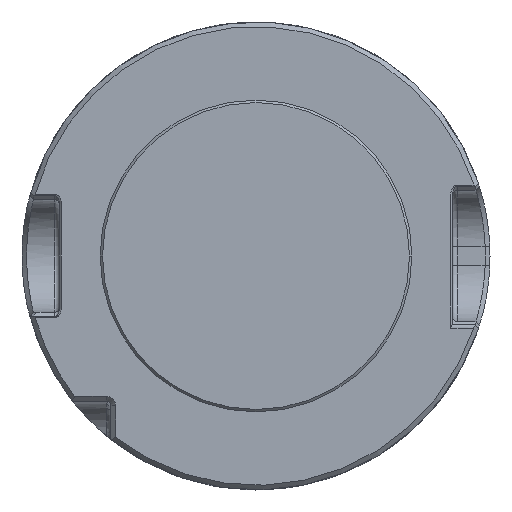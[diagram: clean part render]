
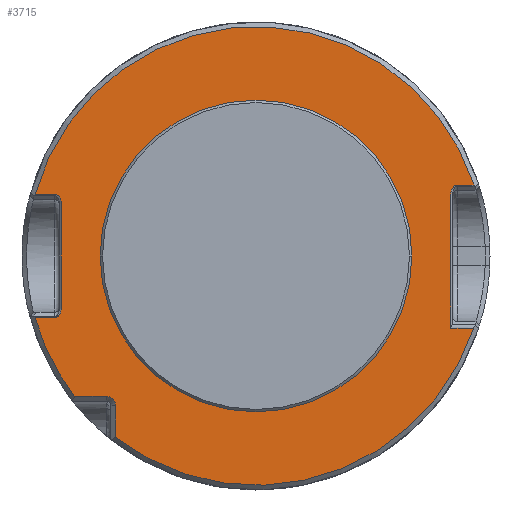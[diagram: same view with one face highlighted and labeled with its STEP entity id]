
A CAD part, front view. The second image highlights one B-rep face of the part: STEP entity #3715.
In plain terms, the highlighted planar face has unit normal (0, -1, 0).
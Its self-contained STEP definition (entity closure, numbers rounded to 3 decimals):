
#120=CARTESIAN_POINT('',(0.,-2.95,0.));
#121=DIRECTION('',(0.,-1.,0.));
#122=DIRECTION('',(-0.707,0.,-0.707));
#123=AXIS2_PLACEMENT_3D('',#120,#121,#122);
#135=DIRECTION('',(0.,0.,-1.));
#136=VECTOR('',#135,3.371);
#137=CARTESIAN_POINT('',(-15.,-2.95,
-16.));
#138=LINE('',#137,#136);
#139=CARTESIAN_POINT('',(-16.,-2.95,-16.));
#140=DIRECTION('',(0.,1.,0.));
#141=DIRECTION('',(0.,0.,1.));
#142=AXIS2_PLACEMENT_3D('',#139,#140,#141);
#144=DIRECTION('',(1.,0.,0.));
#145=VECTOR('',#144,3.371);
#146=CARTESIAN_POINT('',(-19.371,-2.95,-15.));
#147=LINE('',#146,#145);
#148=DIRECTION('',(1.,0.,0.));
#149=VECTOR('',#148,2.099);
#150=CARTESIAN_POINT('',(-23.599,-2.95,-6.583));
#151=LINE('',#150,#149);
#152=CARTESIAN_POINT('',(-21.5,-2.95,
-6.583));
#153=CARTESIAN_POINT('',(-21.455,-2.95,
-6.583));
#154=CARTESIAN_POINT('',(-21.365,-2.95,
-6.571));
#155=CARTESIAN_POINT('',(-21.229,-2.95,
-6.513));
#156=CARTESIAN_POINT('',(-21.099,-2.95,
-6.414));
#157=CARTESIAN_POINT('',(-20.982,-2.95,
-6.271));
#158=CARTESIAN_POINT('',(-20.886,-2.95,
-6.087));
#159=CARTESIAN_POINT('',(-20.819,-2.95,
-5.862));
#160=CARTESIAN_POINT('',(-20.8,-2.95,
-5.687));
#161=CARTESIAN_POINT('',(-20.8,-2.95,
-5.593));
#163=DIRECTION('',(0.,0.,1.));
#164=VECTOR('',#163,11.186);
#165=CARTESIAN_POINT('',(-20.8,-2.95,
-5.593));
#166=LINE('',#165,#164);
#167=CARTESIAN_POINT('',(-20.8,-2.95,5.593));
#168=CARTESIAN_POINT('',(-20.8,-2.95,5.687));
#169=CARTESIAN_POINT('',(-20.819,-2.95,5.862));
#170=CARTESIAN_POINT('',(-20.886,-2.95,6.087));
#171=CARTESIAN_POINT('',(-20.982,-2.95,6.271));
#172=CARTESIAN_POINT('',(-21.099,-2.95,6.414));
#173=CARTESIAN_POINT('',(-21.229,-2.95,6.513));
#174=CARTESIAN_POINT('',(-21.365,-2.95,6.571));
#175=CARTESIAN_POINT('',(-21.455,-2.95,6.583));
#176=CARTESIAN_POINT('',(-21.5,-2.95,6.583));
#178=DIRECTION('',(-1.,0.,0.));
#179=VECTOR('',#178,2.099);
#180=CARTESIAN_POINT('',(-21.5,-2.95,6.583));
#181=LINE('',#180,#179);
#182=DIRECTION('',(-1.,0.,0.));
#183=VECTOR('',#182,1.797);
#184=CARTESIAN_POINT('',(23.297,-2.95,7.583));
#185=LINE('',#184,#183);
#186=CARTESIAN_POINT('',(21.5,-2.95,7.583));
#187=CARTESIAN_POINT('',(21.455,-2.95,7.583));
#188=CARTESIAN_POINT('',(21.365,-2.95,7.571));
#189=CARTESIAN_POINT('',(21.229,-2.95,7.513));
#190=CARTESIAN_POINT('',(21.099,-2.95,7.414));
#191=CARTESIAN_POINT('',(20.982,-2.95,7.271));
#192=CARTESIAN_POINT('',(20.886,-2.95,7.087));
#193=CARTESIAN_POINT('',(20.819,-2.95,6.862));
#194=CARTESIAN_POINT('',(20.8,-2.95,6.687));
#195=CARTESIAN_POINT('',(20.8,-2.95,6.593));
#197=DIRECTION('',(0.,0.,-1.));
#198=VECTOR('',#197,14.3);
#199=CARTESIAN_POINT('',(20.8,-2.95,6.593));
#200=LINE('',#199,#198);
#205=CARTESIAN_POINT('',(-15.,-2.95,-19.371));
#212=CARTESIAN_POINT('',(0.,-2.95,0.));
#213=DIRECTION('',(0.,-1.,0.));
#214=DIRECTION('',(-0.612,0.,-0.791));
#215=AXIS2_PLACEMENT_3D('',#212,#213,#214);
#222=CARTESIAN_POINT('',(23.256,-2.95,-7.707));
#234=DIRECTION('',(-1.,0.,0.));
#235=VECTOR('',#234,2.456);
#236=CARTESIAN_POINT('',(23.256,-2.95,-7.707));
#237=LINE('',#236,#235);
#304=CARTESIAN_POINT('',(-23.599,-2.95,6.583));
#335=CARTESIAN_POINT('',(23.297,-2.95,7.583));
#340=CARTESIAN_POINT('',(0.,-2.95,0.));
#341=DIRECTION('',(0.,-1.,0.));
#342=DIRECTION('',(0.951,0.,0.31));
#343=AXIS2_PLACEMENT_3D('',#340,#341,#342);
#457=CARTESIAN_POINT('',(-19.371,-2.95,-15.));
#485=CARTESIAN_POINT('',(-23.599,-2.95,-6.583));
#490=CARTESIAN_POINT('',(0.,-2.95,0.));
#491=DIRECTION('',(0.,-1.,0.));
#492=DIRECTION('',(-0.963,0.,-0.269));
#493=AXIS2_PLACEMENT_3D('',#490,#491,#492);
#2934=CARTESIAN_POINT('',(0.,-2.95,0.));
#2935=DIRECTION('',(0.,-1.,0.));
#2936=DIRECTION('',(0.707,0.,0.707));
#2937=AXIS2_PLACEMENT_3D('',#2934,#2935,#2936);
#3089=CARTESIAN_POINT('',(-10.783,-2.95,-10.783));
#3090=CARTESIAN_POINT('',(10.783,-2.95,10.783));
#3091=VERTEX_POINT('',#3089);
#3092=VERTEX_POINT('',#3090);
#3339=VERTEX_POINT('',#222);
#3341=VERTEX_POINT('',#304);
#3342=CARTESIAN_POINT('',(-21.5,-2.95,
6.583));
#3343=VERTEX_POINT('',#3342);
#3347=VERTEX_POINT('',#167);
#3350=CARTESIAN_POINT('',(-20.8,-2.95,
-5.593));
#3351=VERTEX_POINT('',#3350);
#3353=VERTEX_POINT('',#152);
#3354=VERTEX_POINT('',#485);
#3356=CARTESIAN_POINT('',(20.8,-2.95,6.593));
#3357=CARTESIAN_POINT('',(20.8,-2.95,-7.707));
#3358=VERTEX_POINT('',#3356);
#3359=VERTEX_POINT('',#3357);
#3365=VERTEX_POINT('',#186);
#3366=VERTEX_POINT('',#335);
#3370=VERTEX_POINT('',#205);
#3374=CARTESIAN_POINT('',(-15.,-2.95,
-16.));
#3375=VERTEX_POINT('',#3374);
#3376=CARTESIAN_POINT('',(-16.,-2.95,-15.));
#3377=VERTEX_POINT('',#3376);
#3381=VERTEX_POINT('',#457);
#3673=CARTESIAN_POINT('',(0.,-2.95,0.));
#3674=DIRECTION('',(0.,-1.,0.));
#3675=DIRECTION('',(1.,0.,0.));
#3676=AXIS2_PLACEMENT_3D('',#3673,#3674,#3675);
#3677=PLANE('',#3676);
#3679=ORIENTED_EDGE('',*,*,#3678,.F.);
#3681=ORIENTED_EDGE('',*,*,#3680,.F.);
#3683=ORIENTED_EDGE('',*,*,#3682,.F.);
#3685=ORIENTED_EDGE('',*,*,#3684,.F.);
#3687=ORIENTED_EDGE('',*,*,#3686,.T.);
#3689=ORIENTED_EDGE('',*,*,#3688,.T.);
#3691=ORIENTED_EDGE('',*,*,#3690,.T.);
#3693=ORIENTED_EDGE('',*,*,#3692,.T.);
#3695=ORIENTED_EDGE('',*,*,#3694,.T.);
#3697=ORIENTED_EDGE('',*,*,#3696,.F.);
#3699=ORIENTED_EDGE('',*,*,#3698,.T.);
#3701=ORIENTED_EDGE('',*,*,#3700,.T.);
#3703=ORIENTED_EDGE('',*,*,#3702,.T.);
#3705=ORIENTED_EDGE('',*,*,#3704,.F.);
#3707=ORIENTED_EDGE('',*,*,#3706,.F.);
#3708=EDGE_LOOP('',(#3679,#3681,#3683,#3685,#3687,#3689,#3691,#3693,#3695,#3697,
#3699,#3701,#3703,#3705,#3707));
#3709=FACE_OUTER_BOUND('',#3708,.F.);
#3710=ORIENTED_EDGE('',*,*,#3663,.T.);
#3712=ORIENTED_EDGE('',*,*,#3711,.T.);
#3713=EDGE_LOOP('',(#3710,#3712));
#3714=FACE_BOUND('',#3713,.F.);
#3715=ADVANCED_FACE('',(#3709,#3714),#3677,.T.);
#124=CIRCLE('',#123,15.25);
#143=CIRCLE('',#142,1.);
#162=B_SPLINE_CURVE_WITH_KNOTS('',3,(#152,#153,#154,#155,#156,#157,#158,#159,
#160,#161),.UNSPECIFIED.,.F.,.F.,(4,1,1,1,1,1,1,4),(0.,0.143,
0.286,0.429,0.571,0.714,
0.857,1.),.UNSPECIFIED.);
#177=B_SPLINE_CURVE_WITH_KNOTS('',3,(#167,#168,#169,#170,#171,#172,#173,#174,
#175,#176),.UNSPECIFIED.,.F.,.F.,(4,1,1,1,1,1,1,4),(0.,0.143,
0.286,0.429,0.571,0.714,
0.857,1.),.UNSPECIFIED.);
#196=B_SPLINE_CURVE_WITH_KNOTS('',3,(#186,#187,#188,#189,#190,#191,#192,#193,
#194,#195),.UNSPECIFIED.,.F.,.F.,(4,1,1,1,1,1,1,4),(0.,0.143,
0.286,0.429,0.571,0.714,
0.857,1.),.UNSPECIFIED.);
#216=CIRCLE('',#215,24.5);
#344=CIRCLE('',#343,24.5);
#494=CIRCLE('',#493,24.5);
#2938=CIRCLE('',#2937,15.25);
#3663=EDGE_CURVE('',#3091,#3092,#124,.T.);
#3678=EDGE_CURVE('',#3375,#3370,#138,.T.);
#3680=EDGE_CURVE('',#3377,#3375,#143,.T.);
#3682=EDGE_CURVE('',#3381,#3377,#147,.T.);
#3684=EDGE_CURVE('',#3354,#3381,#494,.T.);
#3686=EDGE_CURVE('',#3354,#3353,#151,.T.);
#3688=EDGE_CURVE('',#3353,#3351,#162,.T.);
#3690=EDGE_CURVE('',#3351,#3347,#166,.T.);
#3692=EDGE_CURVE('',#3347,#3343,#177,.T.);
#3694=EDGE_CURVE('',#3343,#3341,#181,.T.);
#3696=EDGE_CURVE('',#3366,#3341,#344,.T.);
#3698=EDGE_CURVE('',#3366,#3365,#185,.T.);
#3700=EDGE_CURVE('',#3365,#3358,#196,.T.);
#3702=EDGE_CURVE('',#3358,#3359,#200,.T.);
#3704=EDGE_CURVE('',#3339,#3359,#237,.T.);
#3706=EDGE_CURVE('',#3370,#3339,#216,.T.);
#3711=EDGE_CURVE('',#3092,#3091,#2938,.T.);
